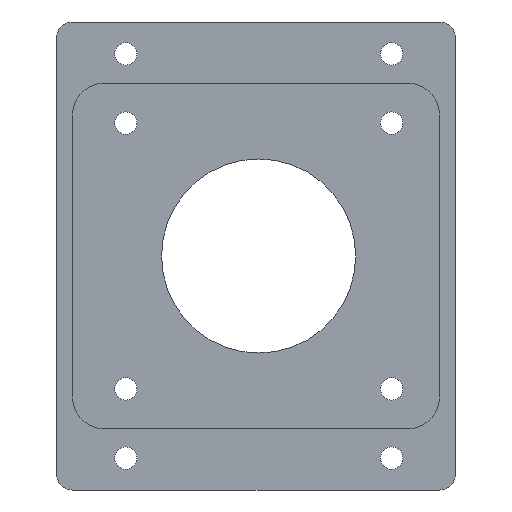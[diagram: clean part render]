
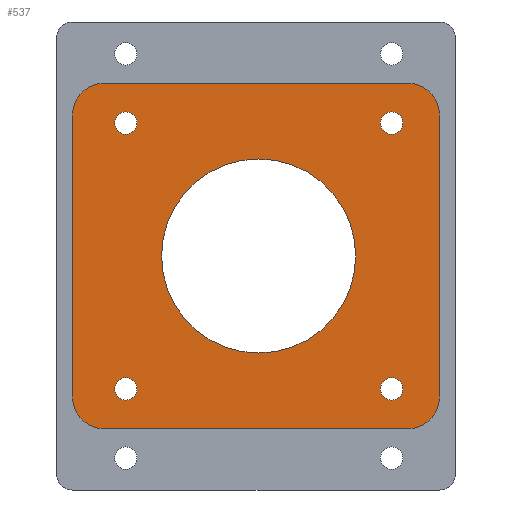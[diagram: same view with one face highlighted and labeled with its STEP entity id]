
A CAD part, left-side view. The second image highlights one B-rep face of the part: STEP entity #537.
In plain terms, the highlighted planar face has unit normal (-1, 0, 0).
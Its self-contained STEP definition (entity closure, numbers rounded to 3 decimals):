
#20=FACE_BOUND('',#88,.T.);
#21=FACE_BOUND('',#89,.T.);
#22=FACE_BOUND('',#90,.T.);
#23=FACE_BOUND('',#91,.T.);
#24=FACE_BOUND('',#92,.T.);
#38=PLANE('',#596);
#54=FACE_OUTER_BOUND('',#87,.T.);
#87=EDGE_LOOP('',(#413,#414,#415,#416,#417,#418,#419,#420));
#88=EDGE_LOOP('',(#421));
#89=EDGE_LOOP('',(#422));
#90=EDGE_LOOP('',(#423));
#91=EDGE_LOOP('',(#424));
#92=EDGE_LOOP('',(#425));
#141=LINE('',#879,#182);
#142=LINE('',#883,#183);
#143=LINE('',#887,#184);
#144=LINE('',#890,#185);
#182=VECTOR('',#709,10.);
#183=VECTOR('',#712,10.);
#184=VECTOR('',#715,10.);
#185=VECTOR('',#718,10.);
#218=CIRCLE('',#595,6.);
#219=CIRCLE('',#597,6.);
#220=CIRCLE('',#598,6.);
#221=CIRCLE('',#599,6.);
#222=CIRCLE('',#600,2.1);
#223=CIRCLE('',#601,2.1);
#224=CIRCLE('',#602,18.25);
#225=CIRCLE('',#603,2.1);
#226=CIRCLE('',#604,2.1);
#264=VERTEX_POINT('',#872);
#265=VERTEX_POINT('',#873);
#266=VERTEX_POINT('',#878);
#267=VERTEX_POINT('',#880);
#268=VERTEX_POINT('',#882);
#269=VERTEX_POINT('',#884);
#270=VERTEX_POINT('',#886);
#271=VERTEX_POINT('',#888);
#272=VERTEX_POINT('',#891);
#273=VERTEX_POINT('',#893);
#274=VERTEX_POINT('',#895);
#275=VERTEX_POINT('',#897);
#276=VERTEX_POINT('',#899);
#321=EDGE_CURVE('',#264,#265,#218,.T.);
#324=EDGE_CURVE('',#265,#266,#141,.T.);
#325=EDGE_CURVE('',#266,#267,#219,.T.);
#326=EDGE_CURVE('',#267,#268,#142,.T.);
#327=EDGE_CURVE('',#268,#269,#220,.T.);
#328=EDGE_CURVE('',#269,#270,#143,.T.);
#329=EDGE_CURVE('',#270,#271,#221,.T.);
#330=EDGE_CURVE('',#271,#264,#144,.T.);
#331=EDGE_CURVE('',#272,#272,#222,.T.);
#332=EDGE_CURVE('',#273,#273,#223,.T.);
#333=EDGE_CURVE('',#274,#274,#224,.T.);
#334=EDGE_CURVE('',#275,#275,#225,.T.);
#335=EDGE_CURVE('',#276,#276,#226,.T.);
#413=ORIENTED_EDGE('',*,*,#321,.T.);
#414=ORIENTED_EDGE('',*,*,#324,.T.);
#415=ORIENTED_EDGE('',*,*,#325,.T.);
#416=ORIENTED_EDGE('',*,*,#326,.T.);
#417=ORIENTED_EDGE('',*,*,#327,.T.);
#418=ORIENTED_EDGE('',*,*,#328,.T.);
#419=ORIENTED_EDGE('',*,*,#329,.T.);
#420=ORIENTED_EDGE('',*,*,#330,.T.);
#421=ORIENTED_EDGE('',*,*,#331,.F.);
#422=ORIENTED_EDGE('',*,*,#332,.F.);
#423=ORIENTED_EDGE('',*,*,#333,.F.);
#424=ORIENTED_EDGE('',*,*,#334,.F.);
#425=ORIENTED_EDGE('',*,*,#335,.F.);
#537=ADVANCED_FACE('',(#54,#20,#21,#22,#23,#24),#38,.F.);
#595=AXIS2_PLACEMENT_3D('',#874,#703,#704);
#596=AXIS2_PLACEMENT_3D('',#877,#707,#708);
#597=AXIS2_PLACEMENT_3D('',#881,#710,#711);
#598=AXIS2_PLACEMENT_3D('',#885,#713,#714);
#599=AXIS2_PLACEMENT_3D('',#889,#716,#717);
#600=AXIS2_PLACEMENT_3D('',#892,#719,#720);
#601=AXIS2_PLACEMENT_3D('',#894,#721,#722);
#602=AXIS2_PLACEMENT_3D('',#896,#723,#724);
#603=AXIS2_PLACEMENT_3D('',#898,#725,#726);
#604=AXIS2_PLACEMENT_3D('',#900,#727,#728);
#703=DIRECTION('center_axis',(-1.,0.,0.));
#704=DIRECTION('ref_axis',(0.,0.707,0.707));
#707=DIRECTION('center_axis',(1.,0.,0.));
#708=DIRECTION('ref_axis',(0.,1.,0.));
#709=DIRECTION('',(0.,0.,-1.));
#710=DIRECTION('center_axis',(-1.,0.,0.));
#711=DIRECTION('ref_axis',(0.,0.707,-0.707));
#712=DIRECTION('',(0.,-1.,0.));
#713=DIRECTION('center_axis',(-1.,0.,0.));
#714=DIRECTION('ref_axis',(0.,-0.707,-0.707));
#715=DIRECTION('',(0.,0.,1.));
#716=DIRECTION('center_axis',(-1.,0.,0.));
#717=DIRECTION('ref_axis',(0.,-0.707,0.707));
#718=DIRECTION('',(0.,1.,0.));
#719=DIRECTION('center_axis',(-1.,0.,0.));
#720=DIRECTION('ref_axis',(0.,1.,0.));
#721=DIRECTION('center_axis',(-1.,0.,0.));
#722=DIRECTION('ref_axis',(0.,1.,0.));
#723=DIRECTION('center_axis',(-1.,0.,0.));
#724=DIRECTION('ref_axis',(0.,1.,0.));
#725=DIRECTION('center_axis',(-1.,0.,0.));
#726=DIRECTION('ref_axis',(0.,1.,0.));
#727=DIRECTION('center_axis',(-1.,0.,0.));
#728=DIRECTION('ref_axis',(0.,1.,0.));
#872=CARTESIAN_POINT('',(17.,-32.,32.5));
#873=CARTESIAN_POINT('',(17.,-26.,26.5));
#874=CARTESIAN_POINT('Origin',(17.,-32.,26.5));
#877=CARTESIAN_POINT('Origin',(17.,-61.,0.));
#878=CARTESIAN_POINT('',(17.,-26.,-26.5));
#879=CARTESIAN_POINT('',(17.,-26.,-16.25));
#880=CARTESIAN_POINT('',(17.,-32.,-32.5));
#881=CARTESIAN_POINT('Origin',(17.,-32.,-26.5));
#882=CARTESIAN_POINT('',(17.,-89.,-32.5));
#883=CARTESIAN_POINT('',(17.,-76.,-32.5));
#884=CARTESIAN_POINT('',(17.,-95.,-26.5));
#885=CARTESIAN_POINT('Origin',(17.,-89.,-26.5));
#886=CARTESIAN_POINT('',(17.,-95.,26.5));
#887=CARTESIAN_POINT('',(17.,-95.,16.25));
#888=CARTESIAN_POINT('',(17.,-89.,32.5));
#889=CARTESIAN_POINT('Origin',(17.,-89.,26.5));
#890=CARTESIAN_POINT('',(17.,-46.,32.5));
#891=CARTESIAN_POINT('',(17.,-88.1,-25.));
#892=CARTESIAN_POINT('Origin',(17.,-86.,-25.));
#893=CARTESIAN_POINT('',(17.,-38.1,25.));
#894=CARTESIAN_POINT('Origin',(17.,-36.,25.));
#895=CARTESIAN_POINT('',(17.,-79.25,0.));
#896=CARTESIAN_POINT('Origin',(17.,-61.,0.));
#897=CARTESIAN_POINT('',(17.,-88.1,25.));
#898=CARTESIAN_POINT('Origin',(17.,-86.,25.));
#899=CARTESIAN_POINT('',(17.,-38.1,-25.));
#900=CARTESIAN_POINT('Origin',(17.,-36.,-25.));
